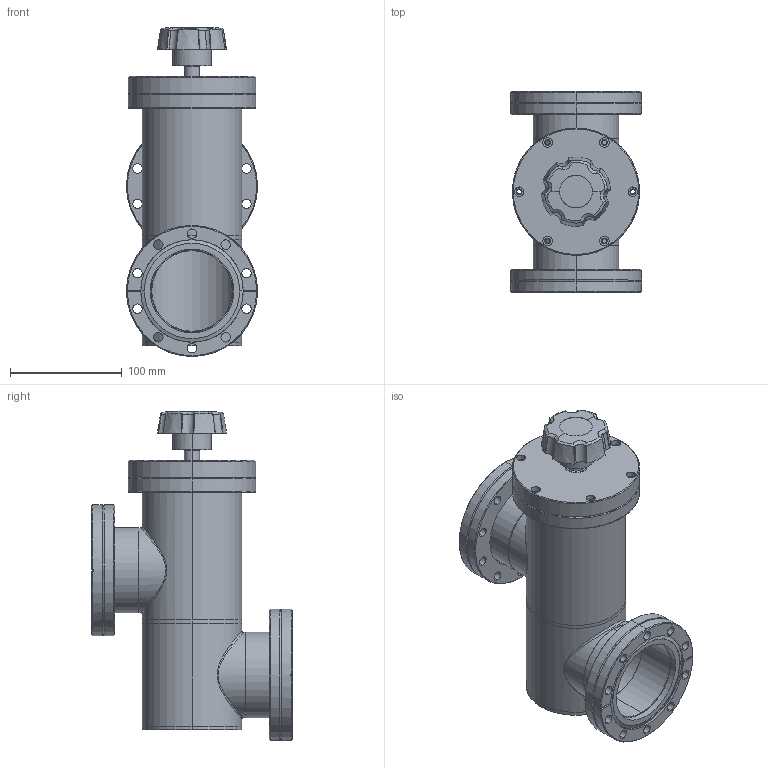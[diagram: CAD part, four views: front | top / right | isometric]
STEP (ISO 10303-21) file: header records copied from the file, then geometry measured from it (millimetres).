
FILE_DESCRIPTION (( 'STEP AP214' ), '1' );
FILE_NAME ('L-300-H-CF_INLINE_VALVE_VITON_BONNET_MANUAL.STEP', '2020-04-04T02:34:04', ( 'admin' ), ( 'Microsoft' ), 'SwSTEP 2.0', 'SolidWorks 2016', '' );
FILE_SCHEMA (( 'AUTOMOTIVE_DESIGN' ));
Length unit declared in the file: inch
Products named in the file (1): L-300-H-CF_INLINE_VALVE_VITON_BONNET_MANUAL
Bounding box: 117.07 x 179.37 x 293.89 mm (x, y, z)
Volume: 674609.2 mm3; surface area: 323750.3 mm2
Topology: 15 solids, 15 shells, 432 faces, 1079 edges, 703 vertices
Faces by surface type: cylinder 210, plane 104, cone 90, bspline 28
Entity records: 17971 total; most frequent: CARTESIAN_POINT 7329, DIRECTION 2186, ORIENTED_EDGE 2158, EDGE_CURVE 1079, AXIS2_PLACEMENT_3D 921, VERTEX_POINT 703, EDGE_LOOP 552, CIRCLE 516
